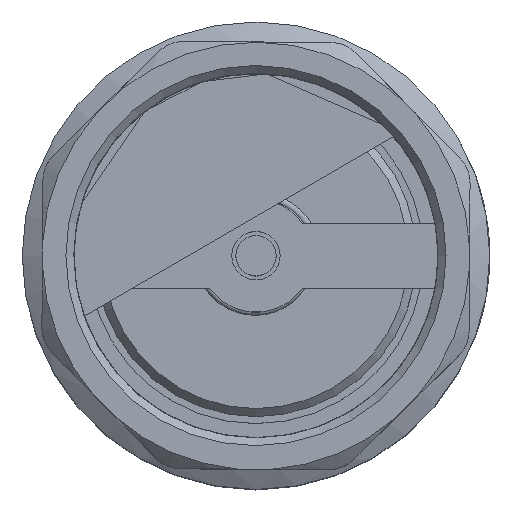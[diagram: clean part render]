
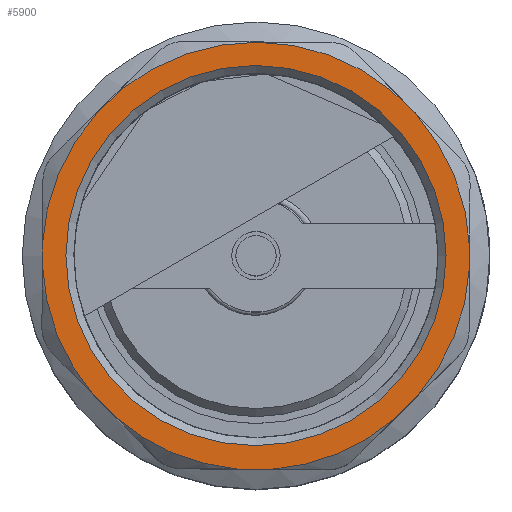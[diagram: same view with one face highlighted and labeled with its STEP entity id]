
A CAD part, top view. The second image highlights one B-rep face of the part: STEP entity #5900.
In plain terms, the highlighted planar face has unit normal (0, 0, 1).
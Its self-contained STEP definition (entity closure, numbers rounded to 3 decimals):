
#103=FACE_BOUND('',#997,.T.);
#238=PLANE('',#6310);
#633=FACE_OUTER_BOUND('',#996,.T.);
#996=EDGE_LOOP('',(#5240,#5241,#5242,#5243,#5244,#5245,#5246,#5247,#5248,
#5249));
#997=EDGE_LOOP('',(#5250));
#1202=CIRCLE('',#6305,23.583);
#1206=CIRCLE('',#6311,26.529);
#1207=CIRCLE('',#6312,26.529);
#1208=CIRCLE('',#6313,26.529);
#1209=CIRCLE('',#6314,26.529);
#1210=CIRCLE('',#6315,26.529);
#1878=LINE('',#16951,#2231);
#1879=LINE('',#16955,#2232);
#1880=LINE('',#16959,#2233);
#1881=LINE('',#16963,#2234);
#1882=LINE('',#16966,#2235);
#2231=VECTOR('',#7372,10.);
#2232=VECTOR('',#7375,10.);
#2233=VECTOR('',#7378,10.);
#2234=VECTOR('',#7381,10.);
#2235=VECTOR('',#7384,10.);
#2785=VERTEX_POINT('',#16935);
#2789=VERTEX_POINT('',#16947);
#2790=VERTEX_POINT('',#16948);
#2791=VERTEX_POINT('',#16950);
#2792=VERTEX_POINT('',#16952);
#2793=VERTEX_POINT('',#16954);
#2794=VERTEX_POINT('',#16956);
#2795=VERTEX_POINT('',#16958);
#2796=VERTEX_POINT('',#16960);
#2797=VERTEX_POINT('',#16962);
#2798=VERTEX_POINT('',#16964);
#3625=EDGE_CURVE('',#2785,#2785,#1202,.T.);
#3631=EDGE_CURVE('',#2789,#2790,#1206,.T.);
#3632=EDGE_CURVE('',#2790,#2791,#1878,.T.);
#3633=EDGE_CURVE('',#2791,#2792,#1207,.T.);
#3634=EDGE_CURVE('',#2792,#2793,#1879,.T.);
#3635=EDGE_CURVE('',#2793,#2794,#1208,.T.);
#3636=EDGE_CURVE('',#2794,#2795,#1880,.T.);
#3637=EDGE_CURVE('',#2795,#2796,#1209,.T.);
#3638=EDGE_CURVE('',#2796,#2797,#1881,.T.);
#3639=EDGE_CURVE('',#2797,#2798,#1210,.T.);
#3640=EDGE_CURVE('',#2798,#2789,#1882,.T.);
#5240=ORIENTED_EDGE('',*,*,#3631,.T.);
#5241=ORIENTED_EDGE('',*,*,#3632,.T.);
#5242=ORIENTED_EDGE('',*,*,#3633,.T.);
#5243=ORIENTED_EDGE('',*,*,#3634,.T.);
#5244=ORIENTED_EDGE('',*,*,#3635,.T.);
#5245=ORIENTED_EDGE('',*,*,#3636,.T.);
#5246=ORIENTED_EDGE('',*,*,#3637,.T.);
#5247=ORIENTED_EDGE('',*,*,#3638,.T.);
#5248=ORIENTED_EDGE('',*,*,#3639,.T.);
#5249=ORIENTED_EDGE('',*,*,#3640,.T.);
#5250=ORIENTED_EDGE('',*,*,#3625,.F.);
#5900=ADVANCED_FACE('',(#633,#103),#238,.T.);
#6305=AXIS2_PLACEMENT_3D('',#16936,#7356,#7357);
#6310=AXIS2_PLACEMENT_3D('',#16946,#7368,#7369);
#6311=AXIS2_PLACEMENT_3D('',#16949,#7370,#7371);
#6312=AXIS2_PLACEMENT_3D('',#16953,#7373,#7374);
#6313=AXIS2_PLACEMENT_3D('',#16957,#7376,#7377);
#6314=AXIS2_PLACEMENT_3D('',#16961,#7379,#7380);
#6315=AXIS2_PLACEMENT_3D('',#16965,#7382,#7383);
#7356=DIRECTION('center_axis',(0.,0.,1.));
#7357=DIRECTION('ref_axis',(-1.,0.,0.));
#7368=DIRECTION('center_axis',(0.,0.,1.));
#7369=DIRECTION('ref_axis',(1.,0.,0.));
#7370=DIRECTION('center_axis',(0.,0.,1.));
#7371=DIRECTION('ref_axis',(-1.,0.,0.));
#7372=DIRECTION('',(0.006,1.,0.));
#7373=DIRECTION('center_axis',(0.,0.,1.));
#7374=DIRECTION('ref_axis',(-1.,0.,0.));
#7375=DIRECTION('',(-0.006,-1.,0.));
#7376=DIRECTION('center_axis',(0.,0.,1.));
#7377=DIRECTION('ref_axis',(-1.,0.,0.));
#7378=DIRECTION('',(0.703,-0.712,0.));
#7379=DIRECTION('center_axis',(0.,0.,1.));
#7380=DIRECTION('ref_axis',(-1.,0.,0.));
#7381=DIRECTION('',(1.,-0.006,0.));
#7382=DIRECTION('center_axis',(0.,0.,1.));
#7383=DIRECTION('ref_axis',(-1.,0.,0.));
#7384=DIRECTION('',(0.712,0.703,0.));
#16935=CARTESIAN_POINT('',(23.583,0.,65.));
#16936=CARTESIAN_POINT('Origin',(0.,0.,65.));
#16946=CARTESIAN_POINT('Origin',(0.,0.,65.));
#16947=CARTESIAN_POINT('',(19.962,-17.531,65.));
#16948=CARTESIAN_POINT('',(26.491,-1.468,65.));
#16949=CARTESIAN_POINT('Origin',(0.,-0.058,65.));
#16950=CARTESIAN_POINT('',(26.507,1.019,65.));
#16951=CARTESIAN_POINT('',(26.465,-5.654,65.));
#16952=CARTESIAN_POINT('',(-26.492,1.336,65.));
#16953=CARTESIAN_POINT('Origin',(0.,-0.058,65.));
#16954=CARTESIAN_POINT('',(-26.508,-1.12,65.));
#16955=CARTESIAN_POINT('',(-26.465,5.654,65.));
#16956=CARTESIAN_POINT('',(-20.175,-17.285,65.));
#16957=CARTESIAN_POINT('Origin',(0.,-0.058,65.));
#16958=CARTESIAN_POINT('',(-17.479,-20.015,65.));
#16959=CARTESIAN_POINT('',(-22.712,-14.715,65.));
#16960=CARTESIAN_POINT('',(-2.309,-26.486,65.));
#16961=CARTESIAN_POINT('Origin',(0.,-0.058,65.));
#16962=CARTESIAN_POINT('',(1.977,-26.513,65.));
#16963=CARTESIAN_POINT('',(-5.654,-26.465,65.));
#16964=CARTESIAN_POINT('',(17.221,-20.237,65.));
#16965=CARTESIAN_POINT('Origin',(0.,-0.058,65.));
#16966=CARTESIAN_POINT('',(14.715,-22.712,65.));
